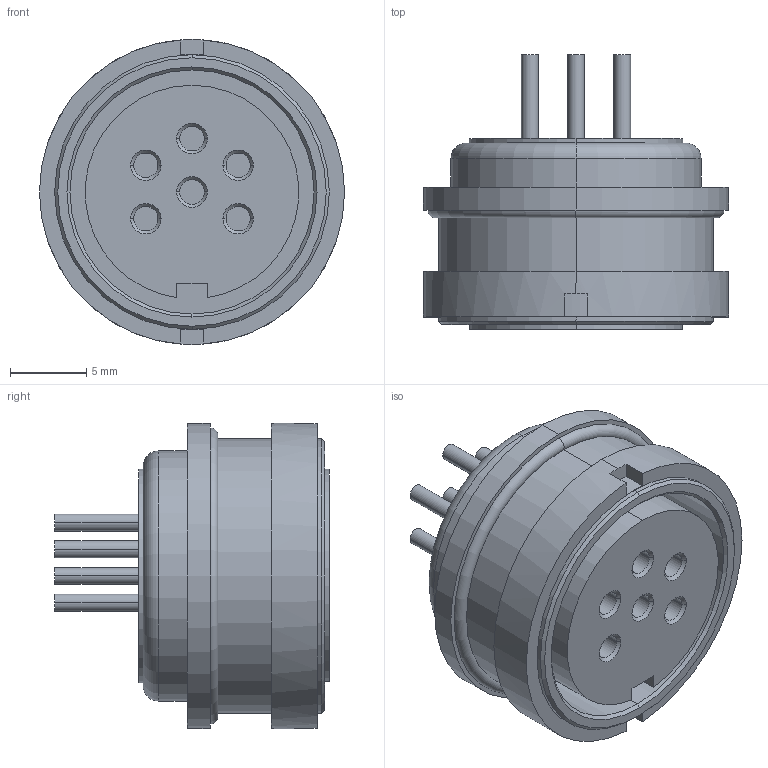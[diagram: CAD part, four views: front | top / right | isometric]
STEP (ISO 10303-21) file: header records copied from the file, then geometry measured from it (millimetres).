
FILE_DESCRIPTION((''),'2;1');
FILE_NAME('09-0124-80-06.stp','2005-04-22T09:49:40',('generator'),(''),'Autodesk Inventor 7','Autodesk Inventor 7','');
FILE_SCHEMA(('AUTOMOTIVE_DESIGN { 1 0 10303 214 1 1 1 1 }'));
Length unit declared in the file: millimetre
Products named in the file (1): 09-0124-80-06
Bounding box: 20 x 18 x 20 mm (x, y, z)
Volume: 2829.7 mm3; surface area: 2508.6 mm2
Topology: 1 solids, 1 shells, 92 faces, 193 edges, 122 vertices
Faces by surface type: cylinder 42, plane 30, cone 16, torus 4
Entity records: 2512 total; most frequent: DIRECTION 491, CARTESIAN_POINT 408, ORIENTED_EDGE 386, AXIS2_PLACEMENT_3D 205, EDGE_CURVE 193, VERTEX_POINT 122, CIRCLE 112, EDGE_LOOP 111
